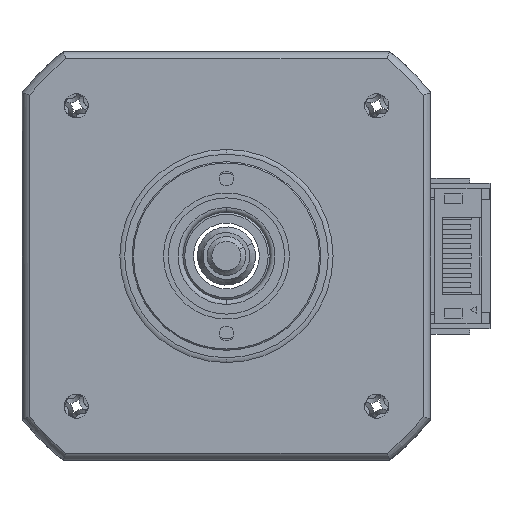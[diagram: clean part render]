
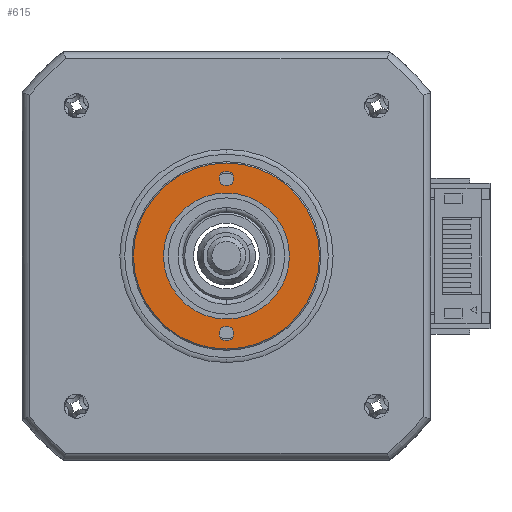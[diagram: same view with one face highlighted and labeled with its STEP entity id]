
A CAD part, left-side view. The second image highlights one B-rep face of the part: STEP entity #615.
In plain terms, the highlighted planar face has unit normal (-1, 0, 0).
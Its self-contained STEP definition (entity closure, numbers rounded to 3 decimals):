
#107 = ORIENTED_EDGE ( 'NONE', *, *, #6503, .T. ) ;
#204 = CARTESIAN_POINT ( 'NONE',  ( -26.423, 10.972, 48.3 ) ) ;
#212 = FACE_BOUND ( 'NONE', #8787, .T. ) ;
#340 = EDGE_CURVE ( 'NONE', #12137, #5250, #5282, .T. ) ;
#615 = ADVANCED_FACE ( 'NONE', ( #2511, #212, #10173, #7454 ), #2394, .F. ) ;
#652 = CIRCLE ( 'NONE', #1457, 0.75 ) ;
#849 = CARTESIAN_POINT ( 'NONE',  ( -26.423, 4.472, 56.3 ) ) ;
#1224 = EDGE_LOOP ( 'NONE', ( #12194, #3785 ) ) ;
#1290 = DIRECTION ( 'NONE',  ( 1., 0., 0. ) ) ;
#1349 = CARTESIAN_POINT ( 'NONE',  ( -26.423, 4.472, 56.3 ) ) ;
#1457 = AXIS2_PLACEMENT_3D ( 'NONE', #4817, #11857, #5810 ) ;
#1886 = CARTESIAN_POINT ( 'NONE',  ( -26.423, -2.028, 48.3 ) ) ;
#1924 = ORIENTED_EDGE ( 'NONE', *, *, #5815, .T. ) ;
#1998 = EDGE_CURVE ( 'NONE', #4374, #9073, #12144, .T. ) ;
#2330 = DIRECTION ( 'NONE',  ( 0., 1., 0. ) ) ;
#2394 = PLANE ( 'NONE',  #12734 ) ;
#2511 = FACE_OUTER_BOUND ( 'NONE', #1224, .T. ) ;
#2644 = AXIS2_PLACEMENT_3D ( 'NONE', #11159, #5121, #12170 ) ;
#3074 = CARTESIAN_POINT ( 'NONE',  ( -26.423, 4.472, 48.3 ) ) ;
#3106 = DIRECTION ( 'NONE',  ( 1., 0., 0. ) ) ;
#3110 = ORIENTED_EDGE ( 'NONE', *, *, #7397, .T. ) ;
#3140 = DIRECTION ( 'NONE',  ( 0., 1., 0. ) ) ;
#3270 = CIRCLE ( 'NONE', #9821, 9.6 ) ;
#3400 = DIRECTION ( 'NONE',  ( 0., 1., 0. ) ) ;
#3447 = DIRECTION ( 'NONE',  ( 0., 1., 0. ) ) ;
#3712 = CIRCLE ( 'NONE', #12676, 9.6 ) ;
#3785 = ORIENTED_EDGE ( 'NONE', *, *, #6226, .T. ) ;
#3862 = CARTESIAN_POINT ( 'NONE',  ( -26.423, 4.472, 40.3 ) ) ;
#4117 = ORIENTED_EDGE ( 'NONE', *, *, #7176, .T. ) ;
#4256 = CARTESIAN_POINT ( 'NONE',  ( -26.423, 4.472, 48.3 ) ) ;
#4374 = VERTEX_POINT ( 'NONE', #204 ) ;
#4419 = DIRECTION ( 'NONE',  ( -1., 0., 0. ) ) ;
#4730 = ORIENTED_EDGE ( 'NONE', *, *, #340, .T. ) ;
#4817 = CARTESIAN_POINT ( 'NONE',  ( -26.423, 4.472, 40.3 ) ) ;
#4892 = DIRECTION ( 'NONE',  ( 0., 1., 0. ) ) ;
#5121 = DIRECTION ( 'NONE',  ( 1., 0., 0. ) ) ;
#5250 = VERTEX_POINT ( 'NONE', #5766 ) ;
#5282 = CIRCLE ( 'NONE', #6170, 0.75 ) ;
#5553 = CARTESIAN_POINT ( 'NONE',  ( -26.423, 4.472, 48.3 ) ) ;
#5759 = CIRCLE ( 'NONE', #9023, 0.75 ) ;
#5766 = CARTESIAN_POINT ( 'NONE',  ( -26.423, 3.722, 56.3 ) ) ;
#5810 = DIRECTION ( 'NONE',  ( 0., 1., 0. ) ) ;
#5815 = EDGE_CURVE ( 'NONE', #12509, #10886, #5759, .T. ) ;
#6170 = AXIS2_PLACEMENT_3D ( 'NONE', #849, #11173, #3140 ) ;
#6226 = EDGE_CURVE ( 'NONE', #9070, #9786, #3712, .T. ) ;
#6503 = EDGE_CURVE ( 'NONE', #9073, #4374, #8546, .T. ) ;
#6541 = DIRECTION ( 'NONE',  ( 0., 1., 0. ) ) ;
#6658 = AXIS2_PLACEMENT_3D ( 'NONE', #1349, #8250, #2330 ) ;
#6860 = EDGE_LOOP ( 'NONE', ( #107, #9230 ) ) ;
#7047 = CARTESIAN_POINT ( 'NONE',  ( -26.423, 14.072, 48.3 ) ) ;
#7176 = EDGE_CURVE ( 'NONE', #5250, #12137, #9008, .T. ) ;
#7397 = EDGE_CURVE ( 'NONE', #10886, #12509, #652, .T. ) ;
#7454 = FACE_BOUND ( 'NONE', #6860, .T. ) ;
#7823 = CARTESIAN_POINT ( 'NONE',  ( -26.423, 5.222, 56.3 ) ) ;
#8250 = DIRECTION ( 'NONE',  ( 1., 0., 0. ) ) ;
#8463 = EDGE_LOOP ( 'NONE', ( #4730, #4117 ) ) ;
#8546 = CIRCLE ( 'NONE', #2644, 6.5 ) ;
#8720 = AXIS2_PLACEMENT_3D ( 'NONE', #3074, #3106, #3400 ) ;
#8787 = EDGE_LOOP ( 'NONE', ( #3110, #1924 ) ) ;
#9008 = CIRCLE ( 'NONE', #6658, 0.75 ) ;
#9023 = AXIS2_PLACEMENT_3D ( 'NONE', #3862, #10935, #4892 ) ;
#9070 = VERTEX_POINT ( 'NONE', #10849 ) ;
#9073 = VERTEX_POINT ( 'NONE', #1886 ) ;
#9230 = ORIENTED_EDGE ( 'NONE', *, *, #1998, .T. ) ;
#9786 = VERTEX_POINT ( 'NONE', #7047 ) ;
#9821 = AXIS2_PLACEMENT_3D ( 'NONE', #5553, #12602, #6541 ) ;
#10173 = FACE_BOUND ( 'NONE', #8463, .T. ) ;
#10473 = CARTESIAN_POINT ( 'NONE',  ( -26.423, 4.472, 48.3 ) ) ;
#10849 = CARTESIAN_POINT ( 'NONE',  ( -26.423, -5.128, 48.3 ) ) ;
#10886 = VERTEX_POINT ( 'NONE', #11674 ) ;
#10935 = DIRECTION ( 'NONE',  ( 1., 0., 0. ) ) ;
#11159 = CARTESIAN_POINT ( 'NONE',  ( -26.423, 4.472, 48.3 ) ) ;
#11173 = DIRECTION ( 'NONE',  ( 1., 0., 0. ) ) ;
#11475 = DIRECTION ( 'NONE',  ( 0., 1., 0. ) ) ;
#11674 = CARTESIAN_POINT ( 'NONE',  ( -26.423, 5.222, 40.3 ) ) ;
#11857 = DIRECTION ( 'NONE',  ( 1., 0., 0. ) ) ;
#12137 = VERTEX_POINT ( 'NONE', #7823 ) ;
#12144 = CIRCLE ( 'NONE', #8720, 6.5 ) ;
#12170 = DIRECTION ( 'NONE',  ( 0., 1., 0. ) ) ;
#12194 = ORIENTED_EDGE ( 'NONE', *, *, #12945, .T. ) ;
#12509 = VERTEX_POINT ( 'NONE', #12739 ) ;
#12602 = DIRECTION ( 'NONE',  ( -1., 0., 0. ) ) ;
#12676 = AXIS2_PLACEMENT_3D ( 'NONE', #10473, #4419, #11475 ) ;
#12734 = AXIS2_PLACEMENT_3D ( 'NONE', #4256, #1290, #3447 ) ;
#12739 = CARTESIAN_POINT ( 'NONE',  ( -26.423, 3.722, 40.3 ) ) ;
#12945 = EDGE_CURVE ( 'NONE', #9786, #9070, #3270, .T. ) ;
